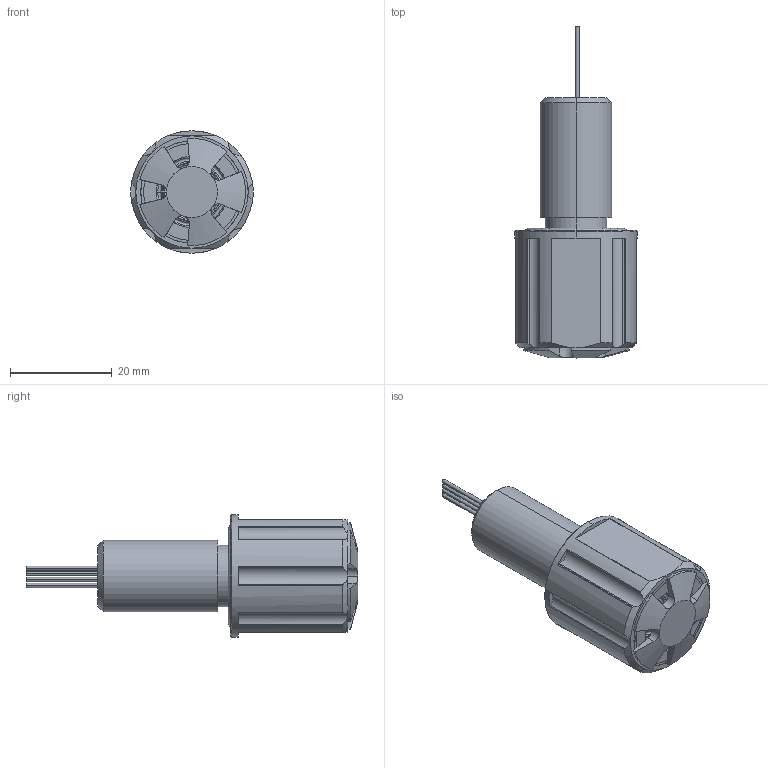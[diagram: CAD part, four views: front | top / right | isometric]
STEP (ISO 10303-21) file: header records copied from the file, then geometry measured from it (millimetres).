
FILE_DESCRIPTION (( 'STEP AP203' ), '1' );
FILE_NAME ('水深传感装配外观2.STEP', '2024-12-19T06:41:56', ( '' ), ( '' ), 'SwSTEP 2.0', 'SolidWorks 2022', '' );
FILE_SCHEMA (( 'CONFIG_CONTROL_DESIGN' ));
Length unit declared in the file: millimetre
Products named in the file (1): 水深传感装配外观2
Bounding box: 24 x 65.1 x 24 mm (x, y, z)
Volume: 13271.1 mm3; surface area: 4822.4 mm2
Topology: 1 solids, 1 shells, 201 faces, 546 edges, 344 vertices
Faces by surface type: cylinder 79, plane 59, torus 32, cone 31
Entity records: 6710 total; most frequent: CARTESIAN_POINT 1396, DIRECTION 1171, ORIENTED_EDGE 1092, EDGE_CURVE 546, AXIS2_PLACEMENT_3D 471, VERTEX_POINT 344, CIRCLE 269, VECTOR 229
